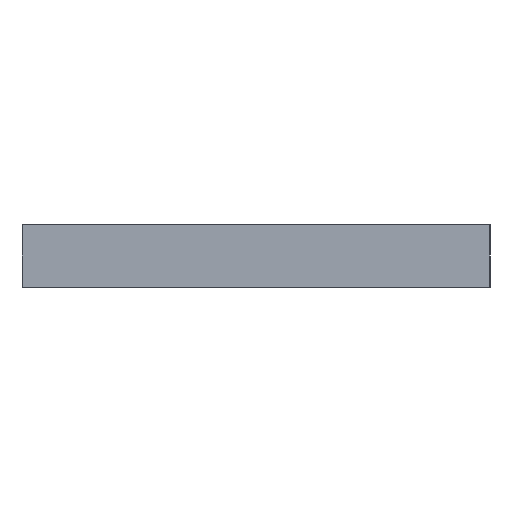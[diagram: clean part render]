
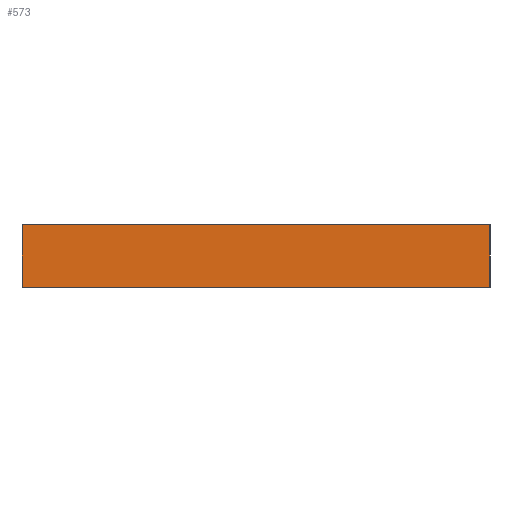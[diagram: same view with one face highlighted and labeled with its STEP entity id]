
A CAD part, left-side view. The second image highlights one B-rep face of the part: STEP entity #573.
In plain terms, the highlighted planar face has unit normal (-1, 0, 0).
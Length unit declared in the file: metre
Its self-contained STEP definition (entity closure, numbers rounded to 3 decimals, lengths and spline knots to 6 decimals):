
#14=PLANE('',#618);
#46=LINE('',#829,#122);
#47=LINE('',#831,#123);
#48=LINE('',#833,#124);
#49=LINE('',#835,#125);
#122=VECTOR('',#671,1.);
#123=VECTOR('',#674,1.);
#124=VECTOR('',#675,1.);
#125=VECTOR('',#676,1.);
#202=ORIENTED_EDGE('',*,*,#369,.F.);
#203=ORIENTED_EDGE('',*,*,#370,.F.);
#204=ORIENTED_EDGE('',*,*,#371,.T.);
#205=ORIENTED_EDGE('',*,*,#368,.T.);
#368=EDGE_CURVE('',#449,#451,#46,.T.);
#369=EDGE_CURVE('',#452,#451,#47,.T.);
#370=EDGE_CURVE('',#453,#452,#48,.T.);
#371=EDGE_CURVE('',#453,#449,#49,.T.);
#449=VERTEX_POINT('',#824);
#451=VERTEX_POINT('',#828);
#452=VERTEX_POINT('',#832);
#453=VERTEX_POINT('',#834);
#509=EDGE_LOOP('',(#202,#203,#204,#205));
#539=FACE_BOUND('',#509,.T.);
#573=ADVANCED_FACE('',(#539),#14,.T.);
#618=AXIS2_PLACEMENT_3D('',#830,#672,#673);
#671=DIRECTION('',(0.,0.,-1.));
#672=DIRECTION('',(-1.,0.,0.));
#673=DIRECTION('',(0.,0.,1.));
#674=DIRECTION('',(0.,1.,0.));
#675=DIRECTION('',(0.,0.,-1.));
#676=DIRECTION('',(0.,1.,0.));
#824=CARTESIAN_POINT('',(-0.03,0.0075,0.002));
#828=CARTESIAN_POINT('',(-0.03,0.0075,0.));
#829=CARTESIAN_POINT('',(-0.03,0.0075,0.002));
#830=CARTESIAN_POINT('',(-0.03,0.,0.002));
#831=CARTESIAN_POINT('',(-0.03,0.,0.));
#832=CARTESIAN_POINT('',(-0.03,-0.0075,0.));
#833=CARTESIAN_POINT('',(-0.03,-0.0075,0.002));
#834=CARTESIAN_POINT('',(-0.03,-0.0075,0.002));
#835=CARTESIAN_POINT('',(-0.03,0.,0.002));
